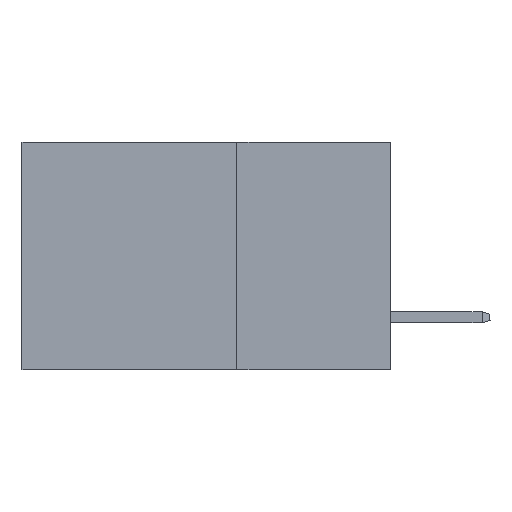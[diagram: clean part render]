
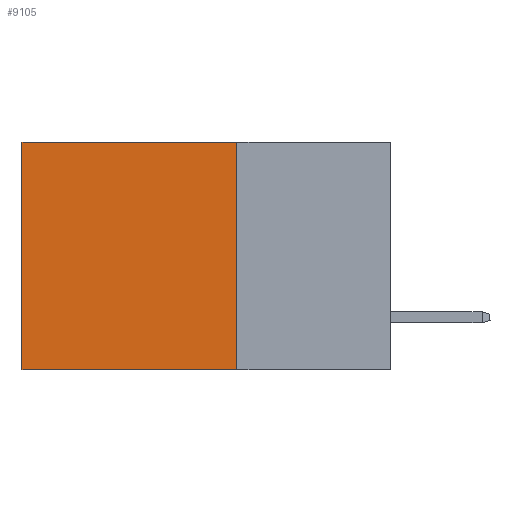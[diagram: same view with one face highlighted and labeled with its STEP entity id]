
A CAD part, left-side view. The second image highlights one B-rep face of the part: STEP entity #9105.
In plain terms, the highlighted planar face has unit normal (-1, 0, 0).
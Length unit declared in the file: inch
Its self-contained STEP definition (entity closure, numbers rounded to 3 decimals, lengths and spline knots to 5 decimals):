
#1330 = ORIENTED_EDGE ( 'NONE', *, *, #6964, .F. ) ;
#2057 = CARTESIAN_POINT ( 'NONE',  ( 0.2875, 0.25, 0. ) ) ;
#2364 = DIRECTION ( 'NONE',  ( 0., 1., 0. ) ) ;
#2484 = CARTESIAN_POINT ( 'NONE',  ( 0.2875, 0.6, -0.37 ) ) ;
#3180 = CARTESIAN_POINT ( 'NONE',  ( 0.2875, 0.25, -0.37 ) ) ;
#3595 = VERTEX_POINT ( 'NONE', #3180 ) ;
#4635 = VERTEX_POINT ( 'NONE', #2484 ) ;
#5194 = FACE_OUTER_BOUND ( 'NONE', #7455, .T. ) ;
#6032 = CARTESIAN_POINT ( 'NONE',  ( 0.2875, 0.25, 0. ) ) ;
#6402 = VECTOR ( 'NONE', #21261, 39.37008 ) ;
#6910 = VECTOR ( 'NONE', #13383, 39.37008 ) ;
#6964 = EDGE_CURVE ( 'NONE', #3595, #4635, #12697, .T. ) ;
#7207 = EDGE_CURVE ( 'NONE', #10754, #9487, #12450, .T. ) ;
#7455 = EDGE_LOOP ( 'NONE', ( #21032, #1330, #13016, #8863 ) ) ;
#8245 = CARTESIAN_POINT ( 'NONE',  ( 0.2875, 0.25, 0. ) ) ;
#8863 = ORIENTED_EDGE ( 'NONE', *, *, #7207, .T. ) ;
#9105 = ADVANCED_FACE ( 'NONE', ( #5194 ), #10213, .F. ) ;
#9487 = VERTEX_POINT ( 'NONE', #15544 ) ;
#9591 = LINE ( 'NONE', #13099, #6402 ) ;
#9923 = DIRECTION ( 'NONE',  ( 0., 0., -1. ) ) ;
#10213 = PLANE ( 'NONE',  #15819 ) ;
#10754 = VERTEX_POINT ( 'NONE', #6032 ) ;
#12450 = LINE ( 'NONE', #20924, #19242 ) ;
#12697 = LINE ( 'NONE', #16735, #6910 ) ;
#13016 = ORIENTED_EDGE ( 'NONE', *, *, #16382, .F. ) ;
#13099 = CARTESIAN_POINT ( 'NONE',  ( 0.2875, 0.6, 0. ) ) ;
#13101 = EDGE_CURVE ( 'NONE', #9487, #4635, #9591, .T. ) ;
#13383 = DIRECTION ( 'NONE',  ( 0., 1., 0. ) ) ;
#14637 = LINE ( 'NONE', #8245, #16455 ) ;
#15544 = CARTESIAN_POINT ( 'NONE',  ( 0.2875, 0.6, 0. ) ) ;
#15819 = AXIS2_PLACEMENT_3D ( 'NONE', #2057, #17023, #20376 ) ;
#16382 = EDGE_CURVE ( 'NONE', #10754, #3595, #14637, .T. ) ;
#16455 = VECTOR ( 'NONE', #9923, 39.37008 ) ;
#16735 = CARTESIAN_POINT ( 'NONE',  ( 0.2875, 0.25, -0.37 ) ) ;
#17023 = DIRECTION ( 'NONE',  ( 1., 0., 0. ) ) ;
#19242 = VECTOR ( 'NONE', #2364, 39.37008 ) ;
#20376 = DIRECTION ( 'NONE',  ( 0., 0., -1. ) ) ;
#20924 = CARTESIAN_POINT ( 'NONE',  ( 0.2875, 0.25, 0. ) ) ;
#21032 = ORIENTED_EDGE ( 'NONE', *, *, #13101, .T. ) ;
#21261 = DIRECTION ( 'NONE',  ( 0., 0., -1. ) ) ;
